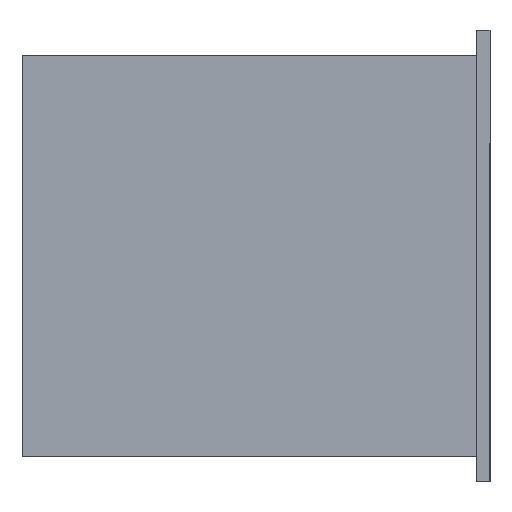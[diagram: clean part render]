
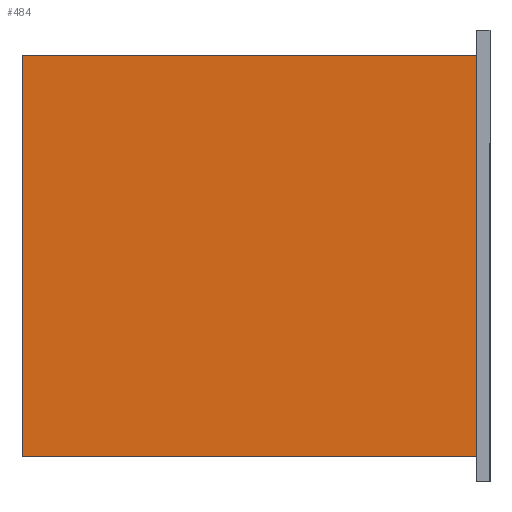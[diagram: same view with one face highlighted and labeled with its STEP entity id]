
A CAD part, front view. The second image highlights one B-rep face of the part: STEP entity #484.
In plain terms, the highlighted planar face has unit normal (0, -1, 0).
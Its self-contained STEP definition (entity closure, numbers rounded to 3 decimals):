
#15 = CARTESIAN_POINT ( 'NONE',  ( 7., -50., 75. ) ) ;
#18 = CARTESIAN_POINT ( 'NONE',  ( -163., -50., 75. ) ) ;
#23 = EDGE_CURVE ( 'NONE', #159, #201, #732, .T. ) ;
#32 = EDGE_CURVE ( 'NONE', #201, #206, #393, .T. ) ;
#37 = FACE_OUTER_BOUND ( 'NONE', #136, .T. ) ;
#52 = CARTESIAN_POINT ( 'NONE',  ( -163., -50., 75. ) ) ;
#56 = CARTESIAN_POINT ( 'NONE',  ( 7., -50., 75. ) ) ;
#83 = ORIENTED_EDGE ( 'NONE', *, *, #689, .T. ) ;
#93 = DIRECTION ( 'NONE',  ( 0., 0., -1. ) ) ;
#119 = CARTESIAN_POINT ( 'NONE',  ( 7., -50., -75. ) ) ;
#121 = AXIS2_PLACEMENT_3D ( 'NONE', #18, #223, #93 ) ;
#136 = EDGE_LOOP ( 'NONE', ( #294, #523, #83, #527 ) ) ;
#139 = CARTESIAN_POINT ( 'NONE',  ( -163., -50., -75. ) ) ;
#149 = VECTOR ( 'NONE', #646, 1000. ) ;
#159 = VERTEX_POINT ( 'NONE', #52 ) ;
#201 = VERTEX_POINT ( 'NONE', #56 ) ;
#206 = VERTEX_POINT ( 'NONE', #119 ) ;
#209 = VECTOR ( 'NONE', #273, 1000. ) ;
#223 = DIRECTION ( 'NONE',  ( 0., -1., 0. ) ) ;
#263 = VERTEX_POINT ( 'NONE', #564 ) ;
#273 = DIRECTION ( 'NONE',  ( 1., 0., 0. ) ) ;
#294 = ORIENTED_EDGE ( 'NONE', *, *, #32, .F. ) ;
#329 = DIRECTION ( 'NONE',  ( 0., 0., -1. ) ) ;
#354 = PLANE ( 'NONE',  #121 ) ;
#388 = CARTESIAN_POINT ( 'NONE',  ( -163., -50., 75. ) ) ;
#393 = LINE ( 'NONE', #15, #696 ) ;
#404 = LINE ( 'NONE', #139, #209 ) ;
#464 = VECTOR ( 'NONE', #663, 1000. ) ;
#484 = ADVANCED_FACE ( 'NONE', ( #37 ), #354, .T. ) ;
#523 = ORIENTED_EDGE ( 'NONE', *, *, #23, .F. ) ;
#527 = ORIENTED_EDGE ( 'NONE', *, *, #637, .T. ) ;
#564 = CARTESIAN_POINT ( 'NONE',  ( -163., -50., -75. ) ) ;
#611 = LINE ( 'NONE', #740, #464 ) ;
#637 = EDGE_CURVE ( 'NONE', #263, #206, #404, .T. ) ;
#646 = DIRECTION ( 'NONE',  ( 1., 0., 0. ) ) ;
#663 = DIRECTION ( 'NONE',  ( 0., 0., -1. ) ) ;
#689 = EDGE_CURVE ( 'NONE', #159, #263, #611, .T. ) ;
#696 = VECTOR ( 'NONE', #329, 1000. ) ;
#732 = LINE ( 'NONE', #388, #149 ) ;
#740 = CARTESIAN_POINT ( 'NONE',  ( -163., -50., 75. ) ) ;
